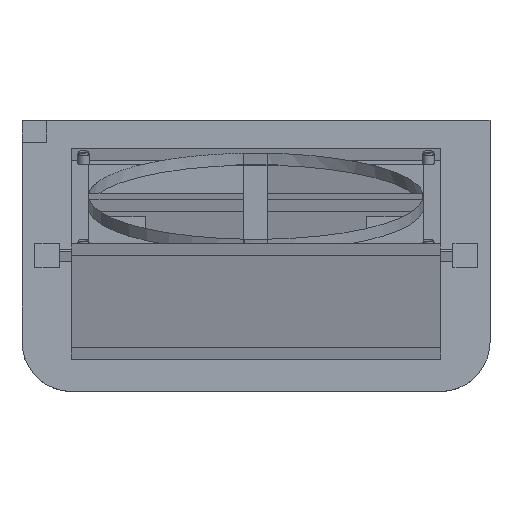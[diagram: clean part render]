
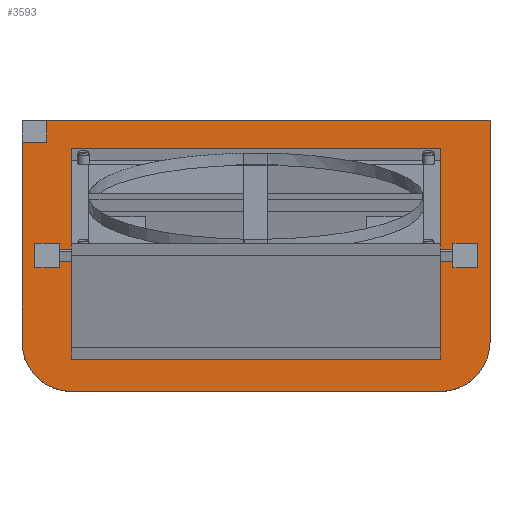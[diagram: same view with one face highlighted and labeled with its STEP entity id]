
A CAD part, top view. The second image highlights one B-rep face of the part: STEP entity #3593.
In plain terms, the highlighted planar face has unit normal (0, 0, 1).
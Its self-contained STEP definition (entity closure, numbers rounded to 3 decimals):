
#98=FACE_BOUND('',#706,.T.);
#99=FACE_BOUND('',#707,.T.);
#194=CIRCLE('',#3899,20.);
#196=CIRCLE('',#3903,20.);
#438=FACE_OUTER_BOUND('',#705,.T.);
#705=EDGE_LOOP('',(#3213,#3214,#3215,#3216,#3217,#3218,#3219,#3220));
#706=EDGE_LOOP('',(#3221,#3222,#3223,#3224));
#707=EDGE_LOOP('',(#3225,#3226,#3227,#3228));
#1045=LINE('',#5771,#1432);
#1049=LINE('',#5779,#1436);
#1052=LINE('',#5785,#1439);
#1055=LINE('',#5790,#1442);
#1057=LINE('',#5795,#1444);
#1061=LINE('',#5803,#1448);
#1064=LINE('',#5809,#1451);
#1067=LINE('',#5814,#1454);
#1069=LINE('',#5819,#1456);
#1074=LINE('',#5833,#1461);
#1078=LINE('',#5845,#1465);
#1081=LINE('',#5851,#1468);
#1084=LINE('',#5857,#1471);
#1087=LINE('',#5862,#1474);
#1432=VECTOR('',#4788,10.);
#1436=VECTOR('',#4794,10.);
#1439=VECTOR('',#4799,10.);
#1442=VECTOR('',#4804,10.);
#1444=VECTOR('',#4808,10.);
#1448=VECTOR('',#4814,10.);
#1451=VECTOR('',#4819,10.);
#1454=VECTOR('',#4824,10.);
#1456=VECTOR('',#4828,10.);
#1461=VECTOR('',#4841,10.);
#1465=VECTOR('',#4853,10.);
#1468=VECTOR('',#4858,10.);
#1471=VECTOR('',#4863,10.);
#1474=VECTOR('',#4868,10.);
#1758=VERTEX_POINT('',#5769);
#1759=VERTEX_POINT('',#5770);
#1762=VERTEX_POINT('',#5778);
#1764=VERTEX_POINT('',#5784);
#1766=VERTEX_POINT('',#5793);
#1767=VERTEX_POINT('',#5794);
#1770=VERTEX_POINT('',#5802);
#1772=VERTEX_POINT('',#5808);
#1774=VERTEX_POINT('',#5817);
#1775=VERTEX_POINT('',#5818);
#1778=VERTEX_POINT('',#5826);
#1780=VERTEX_POINT('',#5832);
#1782=VERTEX_POINT('',#5838);
#1784=VERTEX_POINT('',#5844);
#1786=VERTEX_POINT('',#5850);
#1788=VERTEX_POINT('',#5856);
#2223=EDGE_CURVE('',#1758,#1759,#1045,.T.);
#2227=EDGE_CURVE('',#1762,#1758,#1049,.T.);
#2230=EDGE_CURVE('',#1764,#1762,#1052,.T.);
#2233=EDGE_CURVE('',#1759,#1764,#1055,.T.);
#2235=EDGE_CURVE('',#1766,#1767,#1057,.T.);
#2239=EDGE_CURVE('',#1770,#1766,#1061,.T.);
#2242=EDGE_CURVE('',#1772,#1770,#1064,.T.);
#2245=EDGE_CURVE('',#1767,#1772,#1067,.T.);
#2247=EDGE_CURVE('',#1774,#1775,#1069,.T.);
#2251=EDGE_CURVE('',#1778,#1775,#194,.T.);
#2254=EDGE_CURVE('',#1778,#1780,#1074,.T.);
#2257=EDGE_CURVE('',#1782,#1780,#196,.T.);
#2260=EDGE_CURVE('',#1782,#1784,#1078,.T.);
#2263=EDGE_CURVE('',#1784,#1786,#1081,.T.);
#2266=EDGE_CURVE('',#1788,#1786,#1084,.T.);
#2269=EDGE_CURVE('',#1774,#1788,#1087,.T.);
#3213=ORIENTED_EDGE('',*,*,#2269,.F.);
#3214=ORIENTED_EDGE('',*,*,#2247,.T.);
#3215=ORIENTED_EDGE('',*,*,#2251,.F.);
#3216=ORIENTED_EDGE('',*,*,#2254,.T.);
#3217=ORIENTED_EDGE('',*,*,#2257,.F.);
#3218=ORIENTED_EDGE('',*,*,#2260,.T.);
#3219=ORIENTED_EDGE('',*,*,#2263,.T.);
#3220=ORIENTED_EDGE('',*,*,#2266,.F.);
#3221=ORIENTED_EDGE('',*,*,#2245,.F.);
#3222=ORIENTED_EDGE('',*,*,#2235,.F.);
#3223=ORIENTED_EDGE('',*,*,#2239,.F.);
#3224=ORIENTED_EDGE('',*,*,#2242,.F.);
#3225=ORIENTED_EDGE('',*,*,#2233,.F.);
#3226=ORIENTED_EDGE('',*,*,#2223,.F.);
#3227=ORIENTED_EDGE('',*,*,#2227,.F.);
#3228=ORIENTED_EDGE('',*,*,#2230,.F.);
#3395=PLANE('',#3910);
#3593=ADVANCED_FACE('',(#438,#98,#99),#3395,.F.);
#3899=AXIS2_PLACEMENT_3D('',#5827,#4834,#4835);
#3903=AXIS2_PLACEMENT_3D('',#5839,#4846,#4847);
#3910=AXIS2_PLACEMENT_3D('',#5865,#4872,#4873);
#4788=DIRECTION('',(0.,-1.,0.));
#4794=DIRECTION('',(-1.,0.,0.));
#4799=DIRECTION('',(0.,1.,0.));
#4804=DIRECTION('',(1.,0.,0.));
#4808=DIRECTION('',(0.,-1.,0.));
#4814=DIRECTION('',(-1.,0.,0.));
#4819=DIRECTION('',(0.,1.,0.));
#4824=DIRECTION('',(1.,0.,0.));
#4828=DIRECTION('',(0.,-1.,0.));
#4834=DIRECTION('center_axis',(0.,0.,-1.));
#4835=DIRECTION('ref_axis',(0.,-1.,0.));
#4841=DIRECTION('',(1.,0.,0.));
#4846=DIRECTION('center_axis',(0.,0.,-1.));
#4847=DIRECTION('ref_axis',(1.,0.,0.));
#4853=DIRECTION('',(0.,1.,0.));
#4858=DIRECTION('',(-1.,0.,0.));
#4863=DIRECTION('',(0.,1.,0.));
#4868=DIRECTION('',(1.,0.,0.));
#4872=DIRECTION('center_axis',(0.,0.,-1.));
#4873=DIRECTION('ref_axis',(1.,0.,0.));
#5769=CARTESIAN_POINT('',(95.024,184.,26.945));
#5770=CARTESIAN_POINT('',(95.024,174.,26.945));
#5771=CARTESIAN_POINT('',(95.024,184.,26.945));
#5778=CARTESIAN_POINT('',(105.024,184.,26.945));
#5779=CARTESIAN_POINT('',(105.024,184.,26.945));
#5784=CARTESIAN_POINT('',(105.024,174.,26.945));
#5785=CARTESIAN_POINT('',(105.024,174.,26.945));
#5790=CARTESIAN_POINT('',(95.024,174.,26.945));
#5793=CARTESIAN_POINT('',(-74.976,184.,26.945));
#5794=CARTESIAN_POINT('',(-74.976,174.,26.945));
#5795=CARTESIAN_POINT('',(-74.976,184.,26.945));
#5802=CARTESIAN_POINT('',(-64.976,184.,26.945));
#5803=CARTESIAN_POINT('',(-64.976,184.,26.945));
#5808=CARTESIAN_POINT('',(-64.976,174.,26.945));
#5809=CARTESIAN_POINT('',(-64.976,174.,26.945));
#5814=CARTESIAN_POINT('',(-74.976,174.,26.945));
#5817=CARTESIAN_POINT('',(-79.976,225.,26.945));
#5818=CARTESIAN_POINT('',(-79.976,143.876,26.945));
#5819=CARTESIAN_POINT('',(-79.976,233.876,26.945));
#5826=CARTESIAN_POINT('',(-59.976,123.876,26.945));
#5827=CARTESIAN_POINT('Origin',(-59.976,143.876,26.945));
#5832=CARTESIAN_POINT('',(90.024,123.876,26.945));
#5833=CARTESIAN_POINT('',(-59.976,123.876,26.945));
#5838=CARTESIAN_POINT('',(110.024,143.876,26.945));
#5839=CARTESIAN_POINT('Origin',(90.024,143.876,26.945));
#5844=CARTESIAN_POINT('',(110.024,233.876,26.945));
#5845=CARTESIAN_POINT('',(110.024,143.876,26.945));
#5850=CARTESIAN_POINT('',(-69.89,233.876,26.945));
#5851=CARTESIAN_POINT('',(110.024,233.876,26.945));
#5856=CARTESIAN_POINT('',(-69.89,225.,26.945));
#5857=CARTESIAN_POINT('',(-69.89,225.,26.945));
#5862=CARTESIAN_POINT('',(-79.976,225.,26.945));
#5865=CARTESIAN_POINT('Origin',(15.024,178.876,26.945));
